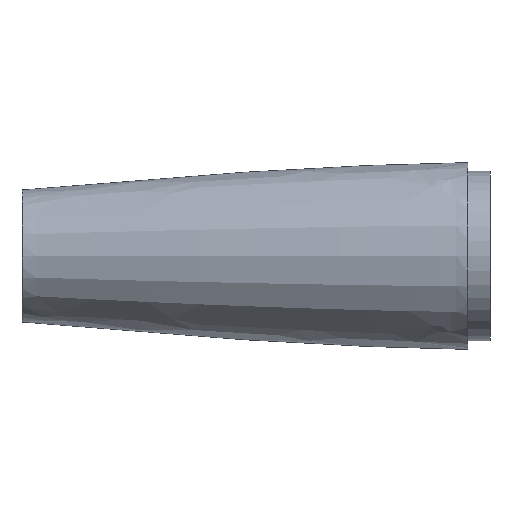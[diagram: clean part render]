
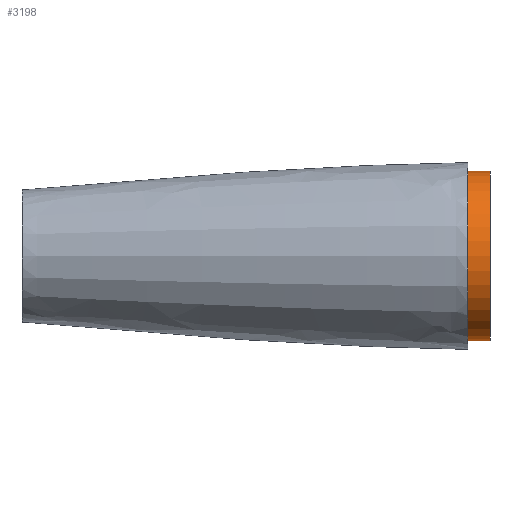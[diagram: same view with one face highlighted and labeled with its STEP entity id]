
A CAD part, top view. The second image highlights one B-rep face of the part: STEP entity #3198.
In plain terms, the highlighted cylindrical face has radius 38 mm (diameter 76 mm), a partial arc.
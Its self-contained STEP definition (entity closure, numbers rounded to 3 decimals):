
#20 = CIRCLE ( 'NONE', #4180, 38. ) ;
#273 = ORIENTED_EDGE ( 'NONE', *, *, #440, .T. ) ;
#342 = DIRECTION ( 'NONE',  ( 1., 0., 0. ) ) ;
#440 = EDGE_CURVE ( 'NONE', #3018, #3958, #1583, .T. ) ;
#824 = ORIENTED_EDGE ( 'NONE', *, *, #3216, .F. ) ;
#860 = VECTOR ( 'NONE', #2641, 1000. ) ;
#925 = LINE ( 'NONE', #3278, #860 ) ;
#997 = CARTESIAN_POINT ( 'NONE',  ( 0., -38., 0. ) ) ;
#1253 = CARTESIAN_POINT ( 'NONE',  ( -392.793, -38., 0. ) ) ;
#1465 = CARTESIAN_POINT ( 'NONE',  ( -10., -38., 0. ) ) ;
#1583 = LINE ( 'NONE', #1253, #2134 ) ;
#1608 = CARTESIAN_POINT ( 'NONE',  ( 0., 0., 0. ) ) ;
#1938 = DIRECTION ( 'NONE',  ( 0., 1., 0. ) ) ;
#2134 = VECTOR ( 'NONE', #2591, 1000. ) ;
#2163 = VERTEX_POINT ( 'NONE', #2863 ) ;
#2284 = EDGE_CURVE ( 'NONE', #2163, #3825, #925, .T. ) ;
#2372 = FACE_OUTER_BOUND ( 'NONE', #3831, .T. ) ;
#2591 = DIRECTION ( 'NONE',  ( 1., 0., 0. ) ) ;
#2641 = DIRECTION ( 'NONE',  ( 1., 0., 0. ) ) ;
#2648 = CARTESIAN_POINT ( 'NONE',  ( 0., 38., 0. ) ) ;
#2681 = DIRECTION ( 'NONE',  ( 0., 1., 0. ) ) ;
#2808 = ORIENTED_EDGE ( 'NONE', *, *, #3435, .T. ) ;
#2863 = CARTESIAN_POINT ( 'NONE',  ( -10., 38., 0. ) ) ;
#2953 = CYLINDRICAL_SURFACE ( 'NONE', #4113, 38. ) ;
#3018 = VERTEX_POINT ( 'NONE', #1465 ) ;
#3198 = ADVANCED_FACE ( 'NONE', ( #2372 ), #2953, .T. ) ;
#3216 = EDGE_CURVE ( 'NONE', #3825, #3958, #3754, .T. ) ;
#3248 = DIRECTION ( 'NONE',  ( 1., 0., 0. ) ) ;
#3278 = CARTESIAN_POINT ( 'NONE',  ( -392.793, 38., 0. ) ) ;
#3325 = AXIS2_PLACEMENT_3D ( 'NONE', #1608, #3719, #1938 ) ;
#3435 = EDGE_CURVE ( 'NONE', #2163, #3018, #20, .T. ) ;
#3602 = ORIENTED_EDGE ( 'NONE', *, *, #2284, .F. ) ;
#3719 = DIRECTION ( 'NONE',  ( 1., 0., 0. ) ) ;
#3754 = CIRCLE ( 'NONE', #3325, 38. ) ;
#3825 = VERTEX_POINT ( 'NONE', #2648 ) ;
#3831 = EDGE_LOOP ( 'NONE', ( #2808, #273, #824, #3602 ) ) ;
#3958 = VERTEX_POINT ( 'NONE', #997 ) ;
#4113 = AXIS2_PLACEMENT_3D ( 'NONE', #4303, #342, #2681 ) ;
#4180 = AXIS2_PLACEMENT_3D ( 'NONE', #4293, #3248, #4249 ) ;
#4249 = DIRECTION ( 'NONE',  ( 0., 1., 0. ) ) ;
#4293 = CARTESIAN_POINT ( 'NONE',  ( -10., 0., 0. ) ) ;
#4303 = CARTESIAN_POINT ( 'NONE',  ( -392.793, 0., 0. ) ) ;
